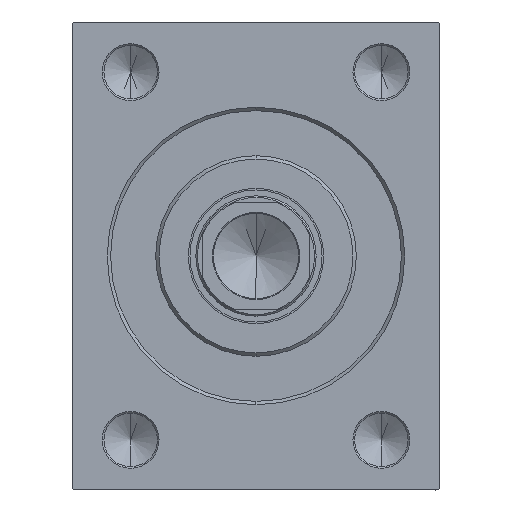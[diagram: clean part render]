
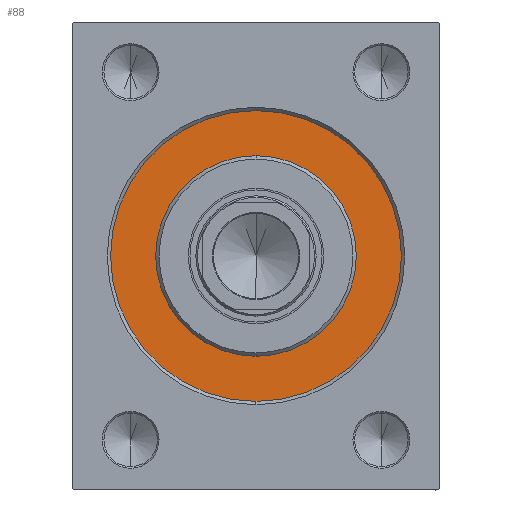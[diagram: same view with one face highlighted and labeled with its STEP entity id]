
A CAD part, left-side view. The second image highlights one B-rep face of the part: STEP entity #88.
In plain terms, the highlighted face is planar.
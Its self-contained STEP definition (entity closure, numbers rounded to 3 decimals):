
#88 = ADVANCED_FACE ( 'NONE', ( #8817, #28771 ), #36266, .F. ) ;
#1086 = CIRCLE ( 'NONE', #22100, 43.5 ) ;
#1263 = CARTESIAN_POINT ( 'NONE',  ( 0., 0., 0. ) ) ;
#1783 = CARTESIAN_POINT ( 'NONE',  ( 0., 0., 0. ) ) ;
#2414 = DIRECTION ( 'NONE',  ( 1., 0., 0. ) ) ;
#4482 = ORIENTED_EDGE ( 'NONE', *, *, #21145, .F. ) ;
#4970 = DIRECTION ( 'NONE',  ( 0., 0., 1. ) ) ;
#6872 = DIRECTION ( 'NONE',  ( -1., 0., 0. ) ) ;
#8817 = FACE_BOUND ( 'NONE', #13792, .T. ) ;
#11697 = DIRECTION ( 'NONE',  ( 0., 0., -1. ) ) ;
#13308 = VERTEX_POINT ( 'NONE', #13426 ) ;
#13426 = CARTESIAN_POINT ( 'NONE',  ( 0., 0., 30. ) ) ;
#13427 = EDGE_CURVE ( 'NONE', #31906, #14403, #26772, .T. ) ;
#13792 = EDGE_LOOP ( 'NONE', ( #4482, #28980 ) ) ;
#14403 = VERTEX_POINT ( 'NONE', #25711 ) ;
#17027 = CIRCLE ( 'NONE', #42370, 30. ) ;
#18550 = EDGE_CURVE ( 'NONE', #36036, #13308, #29775, .T. ) ;
#18563 = DIRECTION ( 'NONE',  ( -1., 0., 0. ) ) ;
#19283 = CARTESIAN_POINT ( 'NONE',  ( 0., 0., 43.5 ) ) ;
#20380 = EDGE_CURVE ( 'NONE', #14403, #31906, #1086, .T. ) ;
#21145 = EDGE_CURVE ( 'NONE', #13308, #36036, #17027, .T. ) ;
#21381 = EDGE_LOOP ( 'NONE', ( #40586, #39559 ) ) ;
#22100 = AXIS2_PLACEMENT_3D ( 'NONE', #27746, #6872, #35201 ) ;
#24960 = AXIS2_PLACEMENT_3D ( 'NONE', #1783, #18563, #4970 ) ;
#24990 = DIRECTION ( 'NONE',  ( -1., 0., 0. ) ) ;
#25547 = CARTESIAN_POINT ( 'NONE',  ( 0., 0., -30. ) ) ;
#25711 = CARTESIAN_POINT ( 'NONE',  ( 0., 0., -43.5 ) ) ;
#26690 = DIRECTION ( 'NONE',  ( 0., 0., -1. ) ) ;
#26772 = CIRCLE ( 'NONE', #32434, 43.5 ) ;
#27746 = CARTESIAN_POINT ( 'NONE',  ( 0., 0., 0. ) ) ;
#28771 = FACE_OUTER_BOUND ( 'NONE', #21381, .T. ) ;
#28980 = ORIENTED_EDGE ( 'NONE', *, *, #18550, .F. ) ;
#29775 = CIRCLE ( 'NONE', #40626, 30. ) ;
#31906 = VERTEX_POINT ( 'NONE', #19283 ) ;
#32434 = AXIS2_PLACEMENT_3D ( 'NONE', #36088, #24990, #42655 ) ;
#35201 = DIRECTION ( 'NONE',  ( 0., 0., 1. ) ) ;
#36036 = VERTEX_POINT ( 'NONE', #25547 ) ;
#36088 = CARTESIAN_POINT ( 'NONE',  ( 0., 0., 0. ) ) ;
#36266 = PLANE ( 'NONE',  #24960 ) ;
#39559 = ORIENTED_EDGE ( 'NONE', *, *, #13427, .F. ) ;
#40586 = ORIENTED_EDGE ( 'NONE', *, *, #20380, .F. ) ;
#40626 = AXIS2_PLACEMENT_3D ( 'NONE', #1263, #42772, #11697 ) ;
#42370 = AXIS2_PLACEMENT_3D ( 'NONE', #44136, #2414, #26690 ) ;
#42655 = DIRECTION ( 'NONE',  ( 0., 0., 1. ) ) ;
#42772 = DIRECTION ( 'NONE',  ( 1., 0., 0. ) ) ;
#44136 = CARTESIAN_POINT ( 'NONE',  ( 0., 0., 0. ) ) ;
